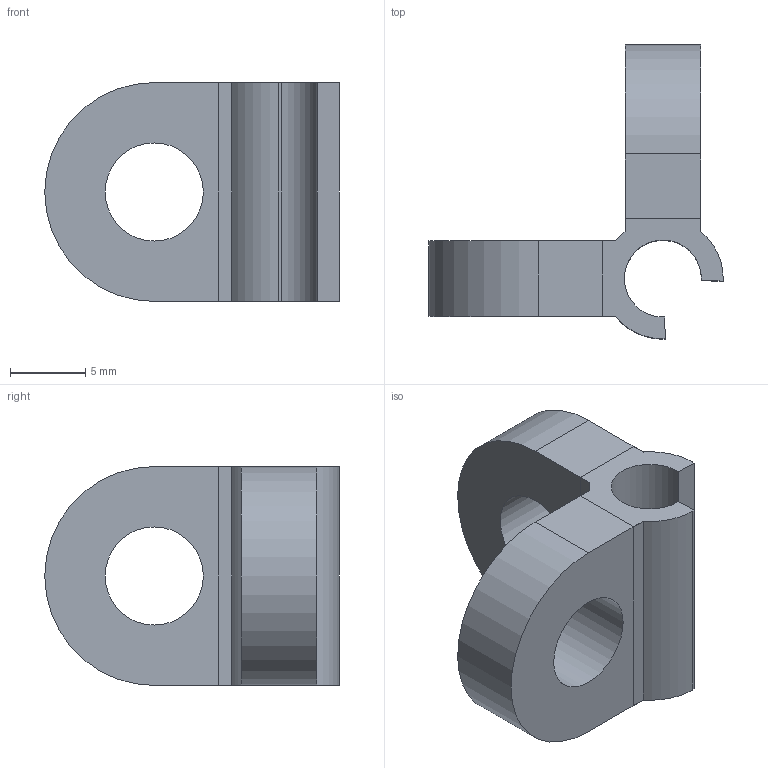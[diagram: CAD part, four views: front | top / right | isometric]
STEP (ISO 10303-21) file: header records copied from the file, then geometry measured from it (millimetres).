
FILE_DESCRIPTION(/* description */ (''),/* implementation_level */ '2;1');
FILE_NAME(/* name */ 'disguise_v6.step',/* time_stamp */ '2023-05-19T17:30:48+02:00',/* author */ (''),/* organization */ (''),/* preprocessor_version */ 'ST-DEVELOPER v19.2',/* originating_system */ 'Autodesk Translation Framework v12.4.0.73',/* authorisation */ '');
FILE_SCHEMA (('AUTOMOTIVE_DESIGN { 1 0 10303 214 3 1 1 }'));
Length unit declared in the file: millimetre
Products named in the file (2): disguise; Holder
Assembly tree (1 placements, depth 2):
  disguise
    Holder
Bounding box: 19.5 x 19.5 x 14.5 mm (x, y, z)
Volume: 1851.8 mm3; surface area: 1992.9 mm2
Topology: 2 solids, 2 shells, 34 faces, 90 edges, 60 vertices
Faces by surface type: plane 22, cylinder 12
Full cylindrical faces by diameter (mm): 6.5 x2
Entity records: 1118 total; most frequent: DIRECTION 188, CARTESIAN_POINT 187, ORIENTED_EDGE 180, EDGE_CURVE 90, LINE 66, VECTOR 66, AXIS2_PLACEMENT_3D 61, VERTEX_POINT 60
